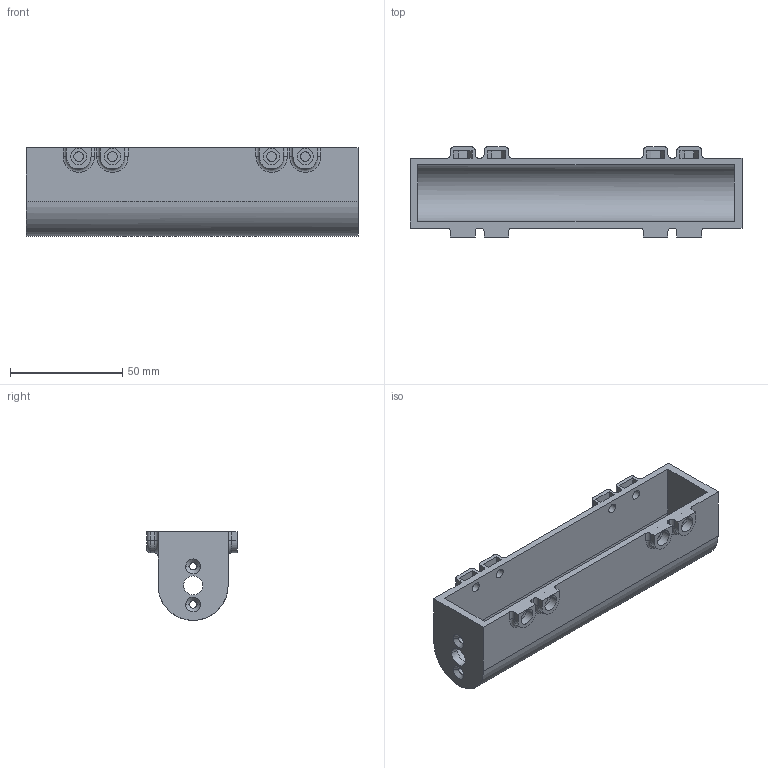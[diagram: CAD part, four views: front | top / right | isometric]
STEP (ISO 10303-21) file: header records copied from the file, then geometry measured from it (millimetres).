
FILE_DESCRIPTION(('CATIA V6 STEP','CAx-IF Rec.Pracs.--- Model Styling and Organization---1.5--- 2016-08-15','CAx-IF Rec.Pracs.---Supplemental Geometry---1.0---2011-11-01','CAx-IF Rec.Pracs.---Representation and Presentation of Product Manufacturing Information (PMI)---4.0---2014-10-13','CAx-IF Rec.Pracs.--- Composite Materials ---3.4---2017-06-13','CAx-IF Rec.Pracs.---Tessellated 3D Geometry---1.0---2015-12-17'),'2;1');
FILE_NAME('NDT_FRAME_WHEEL_BASE.stp','2024-07-03T08:56:13+00:00',('none'),('none'),'3DEXPERIENCE Platform3DEXPERIENCE R2021x HotFix 20','3DEXPERIENCE Platform STEP AP242 v2','none');
FILE_SCHEMA(('AP242_MANAGED_MODEL_BASED_3D_ENGINEERING_MIM_LF {1 0 10303 442 1 1 4}'));
Length unit declared in the file: millimetre
Products named in the file (1): 3D Shape01098675
Bounding box: 148 x 40.2 x 39.6 mm (x, y, z)
Volume: 47999.7 mm3; surface area: 33925.8 mm2
Topology: 1 solids, 1 shells, 155 faces, 400 edges, 256 vertices
Faces by surface type: cylinder 70, plane 65, torus 12, cone 8
Entity records: 4696 total; most frequent: CARTESIAN_POINT 1122, ORIENTED_EDGE 800, DIRECTION 573, EDGE_CURVE 400, VERTEX_POINT 256, AXIS2_PLACEMENT_3D 239, VECTOR 231, LINE 231
